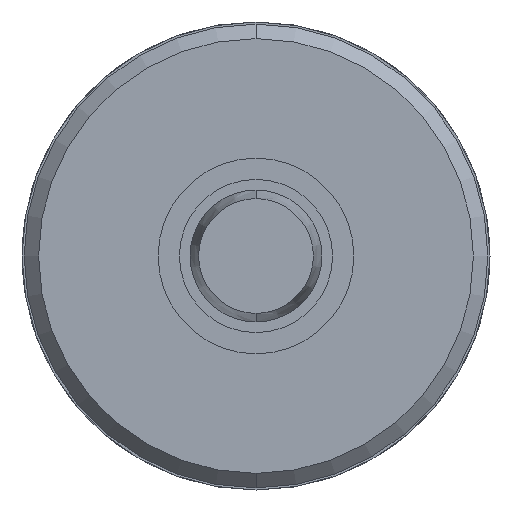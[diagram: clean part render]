
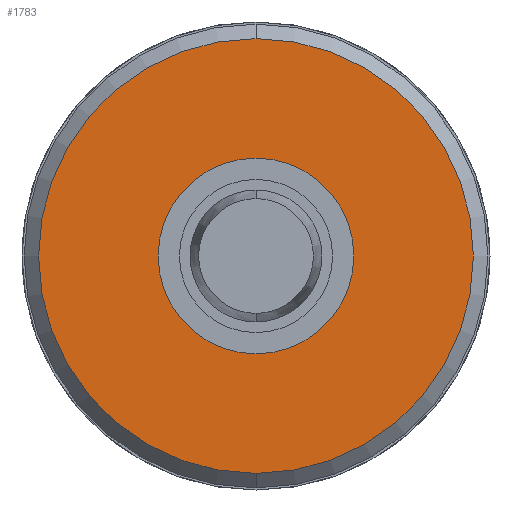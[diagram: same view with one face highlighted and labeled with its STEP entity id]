
A CAD part, front view. The second image highlights one B-rep face of the part: STEP entity #1783.
In plain terms, the highlighted planar face has unit normal (0, -1, 0).
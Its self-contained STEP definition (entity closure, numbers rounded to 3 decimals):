
#57=CARTESIAN_POINT('',(0.,-5.9,0.));
#58=DIRECTION('',(0.,1.,0.));
#59=DIRECTION('',(0.,0.,-1.));
#60=AXIS2_PLACEMENT_3D('',#57,#58,#59);
#62=CARTESIAN_POINT('',(0.,-5.9,0.));
#63=DIRECTION('',(0.,1.,0.));
#64=DIRECTION('',(0.,0.,1.));
#65=AXIS2_PLACEMENT_3D('',#62,#63,#64);
#67=CARTESIAN_POINT('',(0.,-5.9,0.));
#68=DIRECTION('',(0.,1.,0.));
#69=DIRECTION('',(0.,0.,-1.));
#70=AXIS2_PLACEMENT_3D('',#67,#68,#69);
#76=CARTESIAN_POINT('',(0.,-5.9,0.));
#77=DIRECTION('',(0.,-1.,0.));
#78=DIRECTION('',(0.,0.,-1.));
#79=AXIS2_PLACEMENT_3D('',#76,#77,#78);
#1467=CARTESIAN_POINT('',(0.,-5.9,-5.11));
#1469=VERTEX_POINT('',#1467);
#1487=CARTESIAN_POINT('',(0.,-5.9,5.11));
#1489=VERTEX_POINT('',#1487);
#1603=CARTESIAN_POINT('',(0.,-5.9,-2.3));
#1604=CARTESIAN_POINT('',(0.,-5.9,2.3));
#1605=VERTEX_POINT('',#1603);
#1606=VERTEX_POINT('',#1604);
#1766=CARTESIAN_POINT('',(0.,-5.9,0.));
#1767=DIRECTION('',(0.,1.,0.));
#1768=DIRECTION('',(0.,0.,-1.));
#1769=AXIS2_PLACEMENT_3D('',#1766,#1767,#1768);
#1770=PLANE('',#1769);
#1772=ORIENTED_EDGE('',*,*,#1771,.T.);
#1774=ORIENTED_EDGE('',*,*,#1773,.F.);
#1775=EDGE_LOOP('',(#1772,#1774));
#1776=FACE_OUTER_BOUND('',#1775,.F.);
#1778=ORIENTED_EDGE('',*,*,#1777,.F.);
#1780=ORIENTED_EDGE('',*,*,#1779,.F.);
#1781=EDGE_LOOP('',(#1778,#1780));
#1782=FACE_BOUND('',#1781,.F.);
#61=CIRCLE('',#60,2.3);
#66=CIRCLE('',#65,2.3);
#71=CIRCLE('',#70,5.11);
#80=CIRCLE('',#79,5.11);
#1771=EDGE_CURVE('',#1469,#1489,#71,.T.);
#1773=EDGE_CURVE('',#1469,#1489,#80,.T.);
#1777=EDGE_CURVE('',#1605,#1606,#61,.T.);
#1779=EDGE_CURVE('',#1606,#1605,#66,.T.);
#1783=ADVANCED_FACE('',(#1776,#1782),#1770,.F.);
